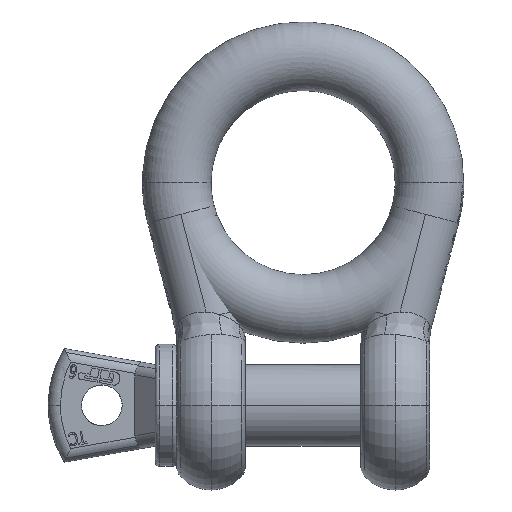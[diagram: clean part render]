
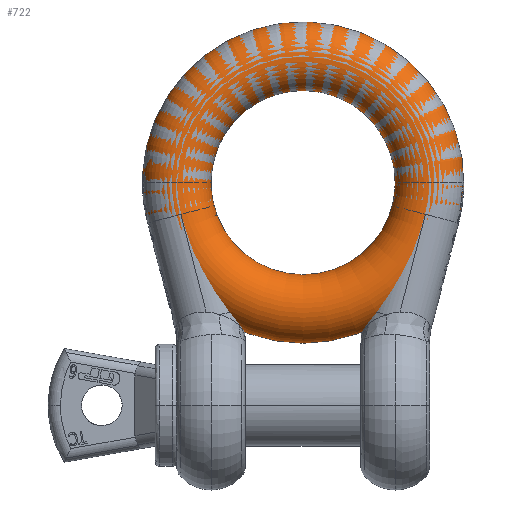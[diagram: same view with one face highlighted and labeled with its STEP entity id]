
A CAD part, top view. The second image highlights one B-rep face of the part: STEP entity #722.
In plain terms, the highlighted toroidal (fillet/blend) face has major radius 29.5 mm and minor radius 8 mm.
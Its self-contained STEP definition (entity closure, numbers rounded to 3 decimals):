
#722=ADVANCED_FACE('',(#2116),#2117,.T.);
#2116=FACE_OUTER_BOUND('',#4221,.T.);
#2117=TOROIDAL_SURFACE('',#4222,29.5,8.0);
#4221=EDGE_LOOP('',(#9091,#9092));
#4222=AXIS2_PLACEMENT_3D('',#9093,#9094,#9095);
#9091=ORIENTED_EDGE('',*,*,#15537,.F.);
#9092=ORIENTED_EDGE('',*,*,#15538,.T.);
#9093=CARTESIAN_POINT('',(0.0,52.0,0.0));
#9094=DIRECTION('',(0.0,0.0,-1.0));
#9095=DIRECTION('',(1.0,0.,0.0));
#15537=EDGE_CURVE('',#18496,#18497,#18498,.T.);
#15538=EDGE_CURVE('',#18496,#18497,#18499,.T.);
#18496=VERTEX_POINT('',#23110);
#18497=VERTEX_POINT('',#23111);
#18498=CIRCLE('',#23112,37.5);
#18499=B_SPLINE_CURVE_WITH_KNOTS('',4,(#23113,#23114,#23115,#23116,#23117),.UNSPECIFIED.,.F.,.F.,(5,5),(0.,0.141),.UNSPECIFIED.);
#23110=CARTESIAN_POINT('',(37.129,46.735,0.));
#23111=CARTESIAN_POINT('',(37.128,46.732,0.001));
#23112=AXIS2_PLACEMENT_3D('',#34378,#34379,#34380);
#23113=CARTESIAN_POINT('',(37.144,46.846,-0.042));
#23114=CARTESIAN_POINT('',(37.142,46.831,-0.035));
#23115=CARTESIAN_POINT('',(37.138,46.8,-0.021));
#23116=CARTESIAN_POINT('',(37.133,46.767,-0.01));
#23117=CARTESIAN_POINT('',(37.128,46.732,0.));
#34378=CARTESIAN_POINT('',(0.0,52.0,0.));
#34379=DIRECTION('',(0.0,0.0,-1.0));
#34380=DIRECTION('',(-1.0,0.0,0.0));
